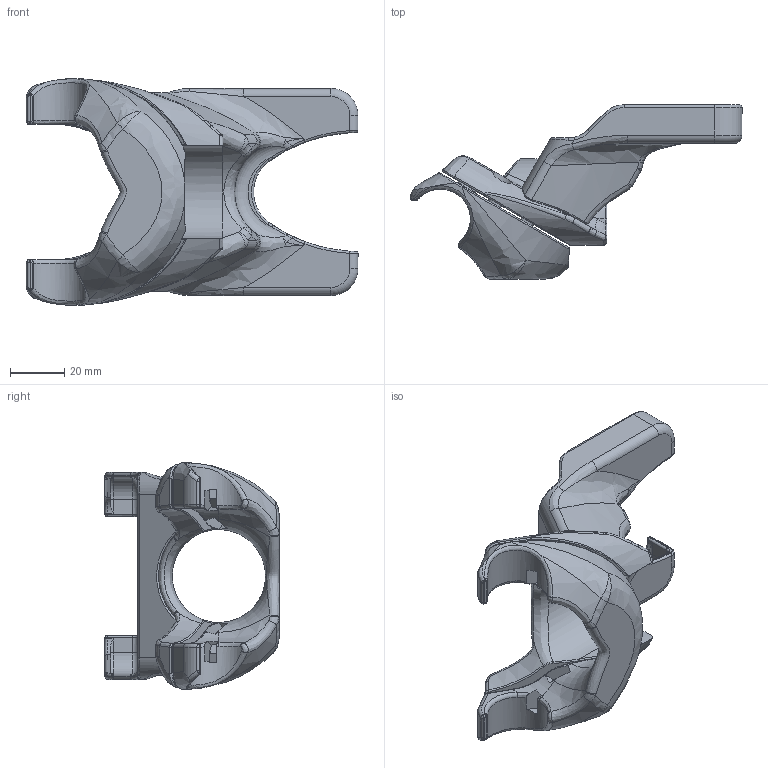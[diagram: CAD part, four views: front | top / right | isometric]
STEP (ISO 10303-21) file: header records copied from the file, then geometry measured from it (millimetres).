
FILE_DESCRIPTION((''),'2;1');
FILE_NAME('SW1233 - Pacific GTR 29''''Prototype 01 Assembly.stp','2017-07-22T17:19:22',('Lance'),(''),'Autodesk Inventor 2011','Autodesk Inventor 2011','');
FILE_SCHEMA(('AUTOMOTIVE_DESIGN { 1 0 10303 214 1 1 1 1 }'));
Length unit declared in the file: millimetre
Products named in the file (7): Prototype 01 Assembly; Prototype 01 - Base; ISO 4762 M5 x 12; ISO 4762 M5 x 20; ISO 4032 M5; Prototype 01 - Clamp; Prototype 01 - Smartphone Holder
Assembly tree (11 placements, depth 2):
  Prototype 01 Assembly
    Prototype 01 - Base
    ISO 4762 M5 x 12  x2
    ISO 4762 M5 x 20  x2
    ISO 4032 M5  x4
    Prototype 01 - Clamp
    Prototype 01 - Smartphone Holder
Bounding box: 122.96 x 64.45 x 83.94 mm (x, y, z)
Volume: 97096.1 mm3; surface area: 43208.8 mm2
Topology: 11 solids, 11 shells, 643 faces, 1510 edges, 893 vertices
Faces by surface type: bspline 229, plane 163, cylinder 141, torus 62, cone 32, sphere 16
Full cylindrical faces by diameter (mm): 4.134 x4, 5 x18, 8.5 x4, 9 x6
Entity records: 23866 total; most frequent: CARTESIAN_POINT 11465, ORIENTED_EDGE 2556, DIRECTION 2132, EDGE_CURVE 1278, AXIS2_PLACEMENT_3D 933, VERTEX_POINT 777, EDGE_LOOP 657, FACE_OUTER_BOUND 574
